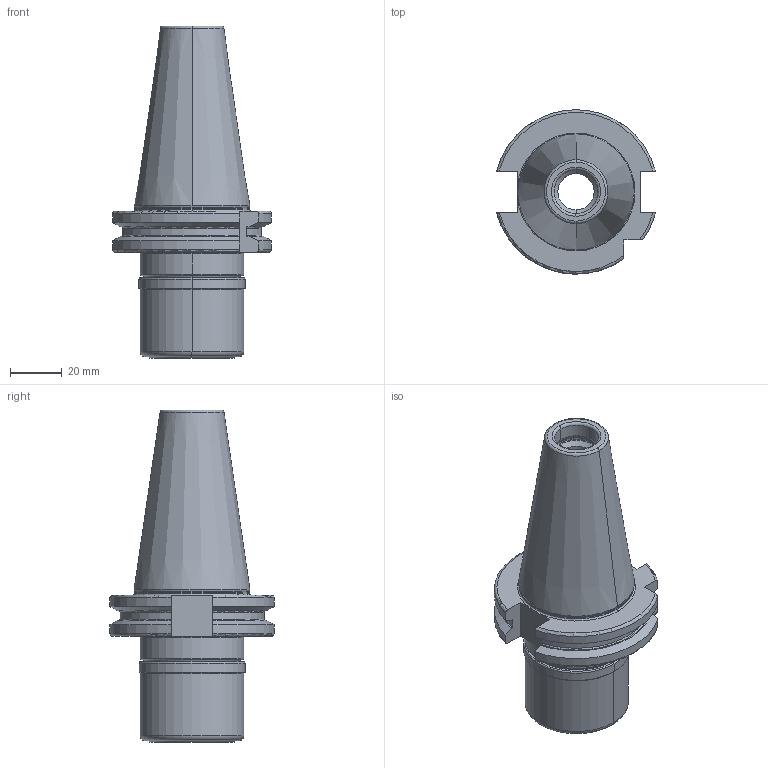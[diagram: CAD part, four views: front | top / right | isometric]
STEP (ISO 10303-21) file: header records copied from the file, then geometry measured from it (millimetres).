
FILE_DESCRIPTION((''),'2;1');
FILE_NAME('402_03_16','2020-12-02T',('104091'),(''),'CREO PARAMETRIC BY PTC INC, 2016260','CREO PARAMETRIC BY PTC INC, 2016260','');
FILE_SCHEMA(('CONFIG_CONTROL_DESIGN'));
Length unit declared in the file: millimetre
Products named in the file (1): 402_03_16
Bounding box: 61.48 x 63.54 x 128.4 mm (x, y, z)
Volume: 130940.2 mm3; surface area: 32933.9 mm2
Topology: 1 solids, 2 shells, 165 faces, 374 edges, 221 vertices
Faces by surface type: torus 52, cylinder 47, cone 38, plane 28
Entity records: 4867 total; most frequent: CARTESIAN_POINT 1035, DIRECTION 884, ORIENTED_EDGE 744, AXIS2_PLACEMENT_3D 381, EDGE_CURVE 372, VERTEX_POINT 221, CIRCLE 213, EDGE_LOOP 179
